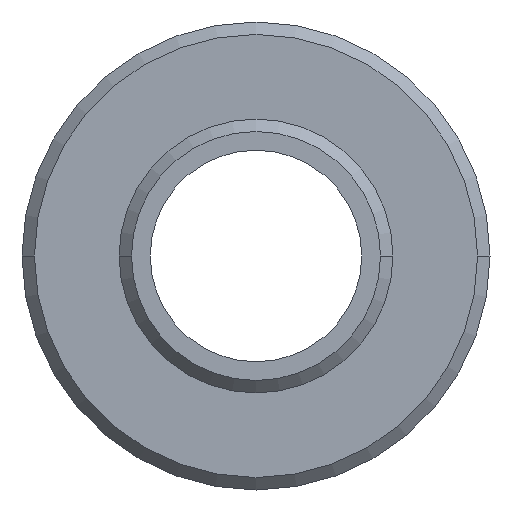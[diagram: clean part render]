
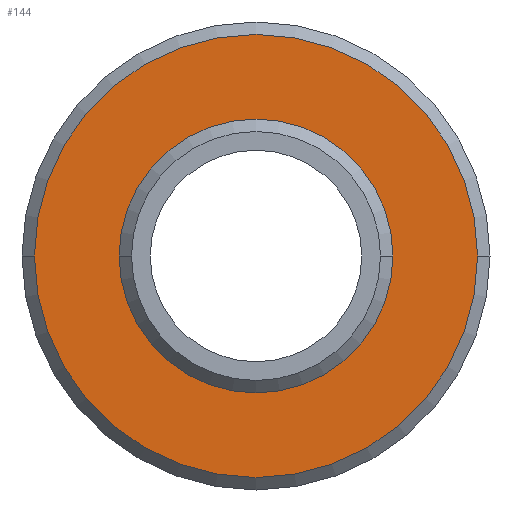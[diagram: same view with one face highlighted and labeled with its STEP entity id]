
A CAD part, front view. The second image highlights one B-rep face of the part: STEP entity #144.
In plain terms, the highlighted planar face has unit normal (0, -1, 0).
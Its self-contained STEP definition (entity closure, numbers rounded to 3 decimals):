
#144=ADVANCED_FACE('',(#303,#304),#305,.T.);
#303=FACE_OUTER_BOUND('',#470,.T.);
#304=FACE_BOUND('',#471,.T.);
#305=PLANE('',#472);
#470=EDGE_LOOP('',(#804,#805));
#471=EDGE_LOOP('',(#806,#807));
#472=AXIS2_PLACEMENT_3D('',#808,#809,#810);
#804=ORIENTED_EDGE('',*,*,#1046,.F.);
#805=ORIENTED_EDGE('',*,*,#1032,.F.);
#806=ORIENTED_EDGE('',*,*,#940,.T.);
#807=ORIENTED_EDGE('',*,*,#1058,.T.);
#808=CARTESIAN_POINT('',(7.2,17.0,0.0));
#809=DIRECTION('',(-0.0,-1.0,-0.0));
#810=DIRECTION('',(-1.0,0.0,0.0));
#940=EDGE_CURVE('',#1100,#1104,#1106,.T.);
#1032=EDGE_CURVE('',#1244,#1239,#1246,.T.);
#1046=EDGE_CURVE('',#1239,#1244,#1263,.T.);
#1058=EDGE_CURVE('',#1104,#1100,#1275,.T.);
#1100=VERTEX_POINT('',#1322);
#1104=VERTEX_POINT('',#1327);
#1106=CIRCLE('',#1330,5.5);
#1239=VERTEX_POINT('',#1485);
#1244=VERTEX_POINT('',#1491);
#1246=CIRCLE('',#1494,8.9);
#1263=CIRCLE('',#1511,8.9);
#1275=CIRCLE('',#1527,5.5);
#1322=CARTESIAN_POINT('',(5.5,17.0,0.0));
#1327=CARTESIAN_POINT('',(-5.5,17.0,0.));
#1330=AXIS2_PLACEMENT_3D('',#1573,#1574,#1575);
#1485=CARTESIAN_POINT('',(8.9,17.0,0.0));
#1491=CARTESIAN_POINT('',(-8.9,17.0,0.));
#1494=AXIS2_PLACEMENT_3D('',#1732,#1733,#1734);
#1511=AXIS2_PLACEMENT_3D('',#1759,#1760,#1761);
#1527=AXIS2_PLACEMENT_3D('',#1772,#1773,#1774);
#1573=CARTESIAN_POINT('',(0.0,17.0,0.0));
#1574=DIRECTION('',(-0.0,1.0,0.0));
#1575=DIRECTION('',(1.0,0.0,0.0));
#1732=CARTESIAN_POINT('',(0.0,17.0,0.0));
#1733=DIRECTION('',(-0.0,1.0,0.0));
#1734=DIRECTION('',(1.0,0.0,0.0));
#1759=CARTESIAN_POINT('',(0.0,17.0,0.0));
#1760=DIRECTION('',(-0.0,1.0,0.0));
#1761=DIRECTION('',(1.0,0.0,0.0));
#1772=CARTESIAN_POINT('',(0.0,17.0,0.0));
#1773=DIRECTION('',(-0.0,1.0,0.0));
#1774=DIRECTION('',(1.0,0.0,0.0));
